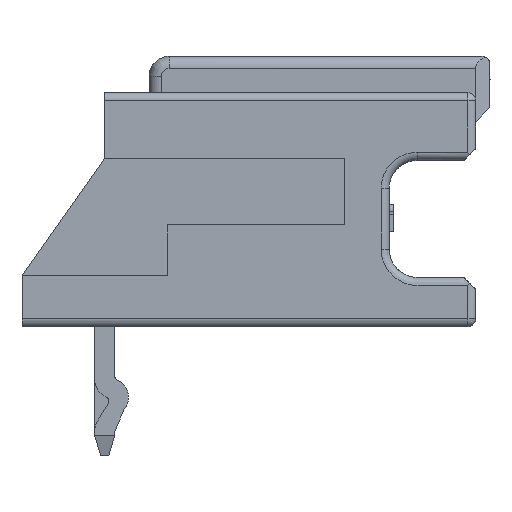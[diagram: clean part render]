
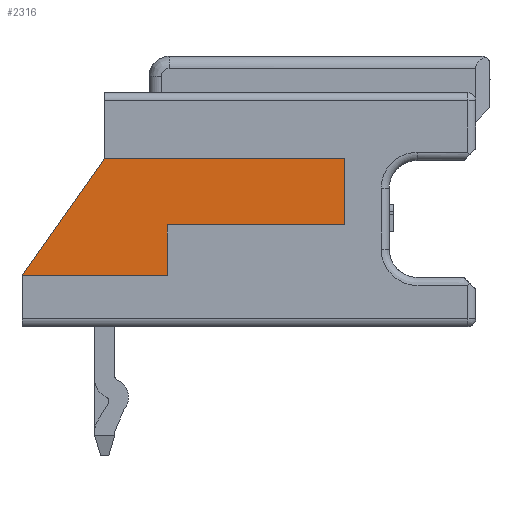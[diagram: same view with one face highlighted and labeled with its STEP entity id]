
A CAD part, left-side view. The second image highlights one B-rep face of the part: STEP entity #2316.
In plain terms, the highlighted planar face has unit normal (-1, 0, 0).
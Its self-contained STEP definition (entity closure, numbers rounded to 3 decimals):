
#2022=CARTESIAN_POINT('',(-9.2,5.8,-2.1));
#2023=VERTEX_POINT('',#2022);
#2046=CARTESIAN_POINT('',(-9.2,3.75,0.8));
#2047=VERTEX_POINT('',#2046);
#2048=CARTESIAN_POINT('',(-9.2,5.8,-2.1));
#2049=DIRECTION('',(0.,-0.577,0.817));
#2050=VECTOR('',#2049,3.551);
#2051=LINE('',#2048,#2050);
#2052=EDGE_CURVE('',#2023,#2047,#2051,.T.);
#2183=CARTESIAN_POINT('',(-9.2,-2.2,0.8));
#2184=VERTEX_POINT('',#2183);
#2185=CARTESIAN_POINT('',(-9.2,3.75,0.8));
#2186=DIRECTION('',(0.,-1.,0.));
#2187=VECTOR('',#2186,5.95);
#2188=LINE('',#2185,#2187);
#2189=EDGE_CURVE('',#2047,#2184,#2188,.T.);
#2207=CARTESIAN_POINT('',(-9.2,-2.2,-0.85));
#2208=VERTEX_POINT('',#2207);
#2217=CARTESIAN_POINT('',(-9.2,-2.2,0.8));
#2218=DIRECTION('',(0.,0.,-1.));
#2219=VECTOR('',#2218,1.65);
#2220=LINE('',#2217,#2219);
#2221=EDGE_CURVE('',#2184,#2208,#2220,.T.);
#2231=CARTESIAN_POINT('',(-9.2,2.2,-0.85));
#2232=VERTEX_POINT('',#2231);
#2233=CARTESIAN_POINT('',(-9.2,-2.2,-0.85));
#2234=DIRECTION('',(0.,1.,0.));
#2235=VECTOR('',#2234,4.4);
#2236=LINE('',#2233,#2235);
#2237=EDGE_CURVE('',#2208,#2232,#2236,.T.);
#2255=CARTESIAN_POINT('',(-9.2,2.2,-2.1));
#2256=VERTEX_POINT('',#2255);
#2257=CARTESIAN_POINT('',(-9.2,2.2,-0.85));
#2258=DIRECTION('',(0.,0.,-1.));
#2259=VECTOR('',#2258,1.25);
#2260=LINE('',#2257,#2259);
#2261=EDGE_CURVE('',#2232,#2256,#2260,.T.);
#2279=CARTESIAN_POINT('',(-9.2,2.2,-2.1));
#2280=DIRECTION('',(0.,1.,0.));
#2281=VECTOR('',#2280,3.6);
#2282=LINE('',#2279,#2281);
#2283=EDGE_CURVE('',#2256,#2023,#2282,.T.);
#2303=CARTESIAN_POINT('',(-9.2,1.8,1.9));
#2304=DIRECTION('',(0.,1.,0.));
#2305=DIRECTION('',(-1.,0.,0.));
#2306=AXIS2_PLACEMENT_3D('',#2303,#2305,#2304);
#2307=PLANE('',#2306);
#2308=ORIENTED_EDGE('',*,*,#2283,.F.);
#2309=ORIENTED_EDGE('',*,*,#2261,.F.);
#2310=ORIENTED_EDGE('',*,*,#2237,.F.);
#2311=ORIENTED_EDGE('',*,*,#2221,.F.);
#2312=ORIENTED_EDGE('',*,*,#2189,.F.);
#2313=ORIENTED_EDGE('',*,*,#2052,.F.);
#2314=EDGE_LOOP('',(#2308,#2309,#2310,#2311,#2312,#2313));
#2315=FACE_OUTER_BOUND('',#2314,.T.);
#2316=ADVANCED_FACE('',(#2315),#2307,.T.);
